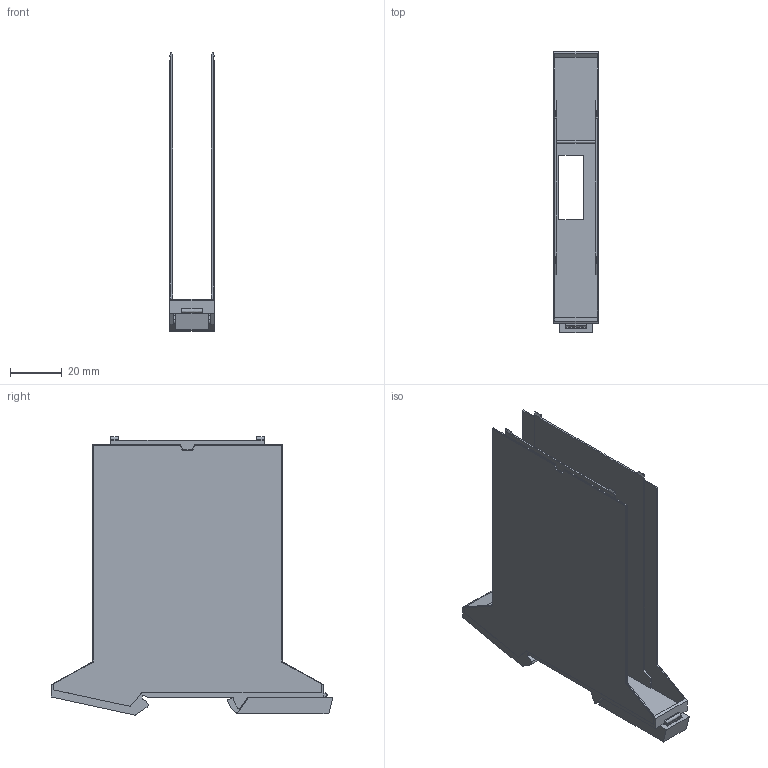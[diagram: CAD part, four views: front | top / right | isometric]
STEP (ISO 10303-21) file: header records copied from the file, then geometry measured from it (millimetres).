
FILE_DESCRIPTION(('CATIA V5 STEP Exchange','CAx-IF Rec.Pracs.--- Model Styling and Organization---1.4--- 2014-01-23'),'2;1');
FILE_NAME ('12625319_2_1366280000_S3D_CH20M17_B_BUS_BK_BK.stp','2019-03-18T13:01:31+00:00',('none'),('Weidmueller'),'CATIA Version 5-6 Release 2016 SP3 HF44','CATIA V5 STEP AP214','none');
FILE_SCHEMA(('AUTOMOTIVE_DESIGN { 1 0 10303 214 1 1 1 1 }'));
Length unit declared in the file: millimetre
Products named in the file (1): 1366280000
Bounding box: 17.5 x 109.3 x 107.82 mm (x, y, z)
Volume: 24259.8 mm3; surface area: 36666 mm2
Topology: 2 solids, 2 shells, 167 faces, 571 edges, 411 vertices
Faces by surface type: plane 144, cylinder 13, extrusion 10
Entity records: 6370 total; most frequent: CARTESIAN_POINT 1314, ORIENTED_EDGE 1142, DIRECTION 812, EDGE_CURVE 571, VECTOR 502, LINE 492, VERTEX_POINT 411, AXIS2_PLACEMENT_3D 175
